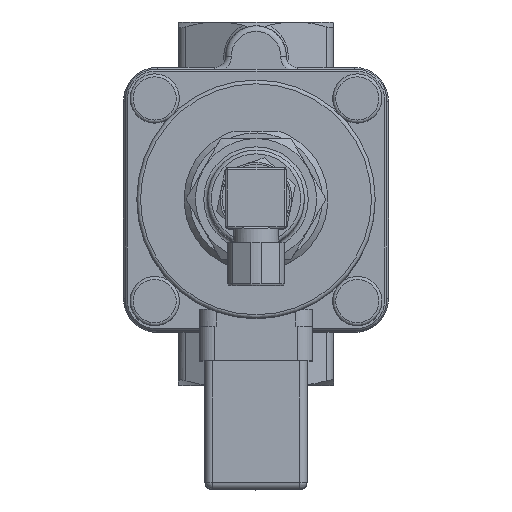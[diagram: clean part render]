
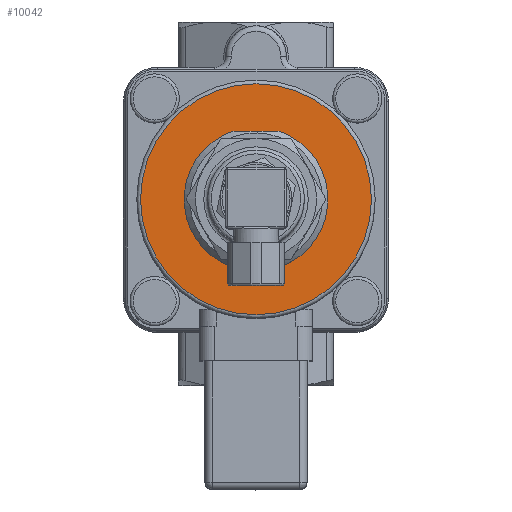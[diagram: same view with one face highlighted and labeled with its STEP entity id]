
A CAD part, top view. The second image highlights one B-rep face of the part: STEP entity #10042.
In plain terms, the highlighted planar face has unit normal (0, 0, 1).
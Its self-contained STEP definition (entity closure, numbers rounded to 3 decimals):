
#982=LINE('',#18589,#1569);
#983=LINE('',#18593,#1570);
#1569=VECTOR('',#13067,12.166);
#1570=VECTOR('',#13070,12.166);
#1940=PLANE('',#10952);
#2091=FACE_BOUND('',#3158,.T.);
#2488=FACE_OUTER_BOUND('',#3157,.T.);
#3157=EDGE_LOOP('',(#8232));
#3158=EDGE_LOOP('',(#8233,#8234,#8235,#8236));
#3798=CIRCLE('',#10953,30.5);
#3799=CIRCLE('',#10954,19.);
#3800=CIRCLE('',#10955,19.);
#4609=VERTEX_POINT('',#18585);
#4610=VERTEX_POINT('',#18587);
#4611=VERTEX_POINT('',#18588);
#4612=VERTEX_POINT('',#18590);
#4613=VERTEX_POINT('',#18592);
#5877=EDGE_CURVE('',#4609,#4609,#3798,.T.);
#5878=EDGE_CURVE('',#4610,#4611,#982,.T.);
#5879=EDGE_CURVE('',#4611,#4612,#3799,.T.);
#5880=EDGE_CURVE('',#4612,#4613,#983,.T.);
#5881=EDGE_CURVE('',#4613,#4610,#3800,.T.);
#8232=ORIENTED_EDGE('',*,*,#5877,.F.);
#8233=ORIENTED_EDGE('',*,*,#5878,.T.);
#8234=ORIENTED_EDGE('',*,*,#5879,.T.);
#8235=ORIENTED_EDGE('',*,*,#5880,.T.);
#8236=ORIENTED_EDGE('',*,*,#5881,.T.);
#10042=ADVANCED_FACE('',(#2488,#2091),#1940,.T.);
#10952=AXIS2_PLACEMENT_3D('',#18584,#13063,#13064);
#10953=AXIS2_PLACEMENT_3D('',#18586,#13065,#13066);
#10954=AXIS2_PLACEMENT_3D('',#18591,#13068,#13069);
#10955=AXIS2_PLACEMENT_3D('',#18594,#13071,#13072);
#13063=DIRECTION('center_axis',(0.,0.,
1.));
#13064=DIRECTION('ref_axis',(-1.,0.,0.));
#13065=DIRECTION('center_axis',(0.,0.,
-1.));
#13066=DIRECTION('ref_axis',(0.,-1.,0.));
#13067=DIRECTION('',(-1.,0.,0.));
#13068=DIRECTION('center_axis',(0.,0.,
-1.));
#13069=DIRECTION('ref_axis',(-1.,0.,0.));
#13070=DIRECTION('',(1.,0.,0.));
#13071=DIRECTION('center_axis',(0.,0.,
-1.));
#13072=DIRECTION('ref_axis',(-1.,0.,0.));
#18584=CARTESIAN_POINT('Origin',(0.,-22.25,121.));
#18585=CARTESIAN_POINT('',(0.,-30.5,121.));
#18586=CARTESIAN_POINT('Origin',(0.,0.,
121.));
#18587=CARTESIAN_POINT('',(6.083,-18.,121.));
#18588=CARTESIAN_POINT('',(-6.083,-18.,121.));
#18589=CARTESIAN_POINT('',(-9.987,-18.,121.));
#18590=CARTESIAN_POINT('',(-6.083,18.,121.));
#18591=CARTESIAN_POINT('Origin',(0.,0.,
121.));
#18592=CARTESIAN_POINT('',(6.083,18.,121.));
#18593=CARTESIAN_POINT('',(9.987,18.,121.));
#18594=CARTESIAN_POINT('Origin',(0.,0.,
121.));
